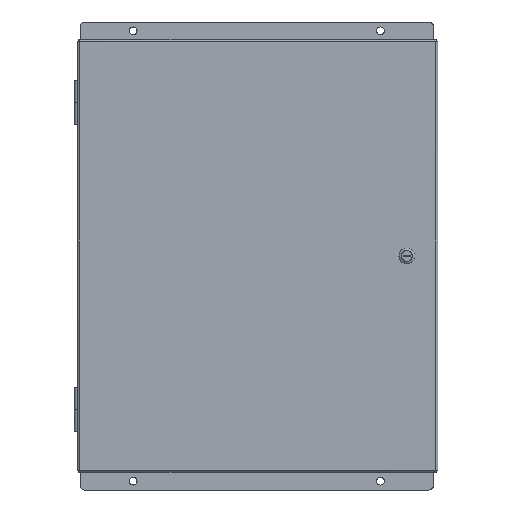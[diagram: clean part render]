
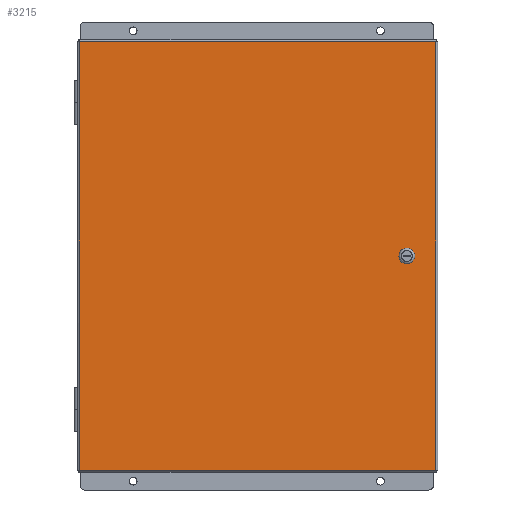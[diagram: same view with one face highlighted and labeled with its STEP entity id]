
A CAD part, front view. The second image highlights one B-rep face of the part: STEP entity #3215.
In plain terms, the highlighted planar face has unit normal (0, -1, 0).
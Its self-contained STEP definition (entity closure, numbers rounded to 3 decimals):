
#3215 = ADVANCED_FACE( '', ( #6659, #6660 ), #6661, .T. );
#6659 = FACE_BOUND( '', #29965, .T. );
#6660 = FACE_OUTER_BOUND( '', #29966, .T. );
#6661 = PLANE( '', #29967 );
#29965 = EDGE_LOOP( '', ( #48473, #48474, #48475, #48476 ) );
#29966 = EDGE_LOOP( '', ( #48477, #48478, #48479, #48480 ) );
#29967 = AXIS2_PLACEMENT_3D( '', #48481, #48482, #48483 );
#48473 = ORIENTED_EDGE( '', *, *, #54204, .F. );
#48474 = ORIENTED_EDGE( '', *, *, #53577, .F. );
#48475 = ORIENTED_EDGE( '', *, *, #55809, .F. );
#48476 = ORIENTED_EDGE( '', *, *, #52971, .F. );
#48477 = ORIENTED_EDGE( '', *, *, #54799, .T. );
#48478 = ORIENTED_EDGE( '', *, *, #55296, .F. );
#48479 = ORIENTED_EDGE( '', *, *, #55810, .F. );
#48480 = ORIENTED_EDGE( '', *, *, #54542, .F. );
#48481 = CARTESIAN_POINT( '', ( 0., 0., 0. ) );
#48482 = DIRECTION( '', ( 0., -1., 0. ) );
#48483 = DIRECTION( '', ( 0., 0., -1. ) );
#52971 = EDGE_CURVE( '', #57054, #57056, #57057, .T. );
#53577 = EDGE_CURVE( '', #58087, #58089, #58090, .T. );
#54204 = EDGE_CURVE( '', #58089, #57054, #59097, .T. );
#54542 = EDGE_CURVE( '', #59064, #57785, #59610, .T. );
#54799 = EDGE_CURVE( '', #59064, #57420, #59995, .T. );
#55296 = EDGE_CURVE( '', #60008, #57420, #60697, .T. );
#55809 = EDGE_CURVE( '', #57056, #58087, #61379, .T. );
#55810 = EDGE_CURVE( '', #57785, #60008, #61380, .T. );
#57054 = VERTEX_POINT( '', #63410 );
#57056 = VERTEX_POINT( '', #63413 );
#57057 = LINE( '', #63414, #63415 );
#57420 = VERTEX_POINT( '', #64347 );
#57785 = VERTEX_POINT( '', #65255 );
#58087 = VERTEX_POINT( '', #66005 );
#58089 = VERTEX_POINT( '', #66008 );
#58090 = LINE( '', #66009, #66010 );
#59064 = VERTEX_POINT( '', #68517 );
#59097 = CIRCLE( '', #68648, 9.716 );
#59610 = LINE( '', #69993, #69994 );
#59995 = LINE( '', #70900, #70901 );
#60008 = VERTEX_POINT( '', #70924 );
#60697 = LINE( '', #72703, #72704 );
#61379 = CIRCLE( '', #74532, 9.716 );
#61380 = LINE( '', #74533, #74534 );
#63410 = CARTESIAN_POINT( '', ( 222.758, 0., -5.322 ) );
#63413 = CARTESIAN_POINT( '', ( 222.758, 0., 5.322 ) );
#63414 = CARTESIAN_POINT( '', ( 222.758, 0., -5.322 ) );
#63415 = VECTOR( '', #77115, 1000. );
#64347 = CARTESIAN_POINT( '', ( -256.362, 0., 307.962 ) );
#65255 = CARTESIAN_POINT( '', ( 256.362, 0., -307.962 ) );
#66005 = CARTESIAN_POINT( '', ( 206.502, 0., 5.322 ) );
#66008 = CARTESIAN_POINT( '', ( 206.502, 0., -5.322 ) );
#66009 = CARTESIAN_POINT( '', ( 206.502, 0., -5.322 ) );
#66010 = VECTOR( '', #77590, 1000. );
#68517 = CARTESIAN_POINT( '', ( 256.362, 0., 307.962 ) );
#68648 = AXIS2_PLACEMENT_3D( '', #78010, #78011, #78012 );
#69993 = CARTESIAN_POINT( '', ( 256.362, 0., 307.962 ) );
#69994 = VECTOR( '', #78219, 1000. );
#70900 = CARTESIAN_POINT( '', ( -256.362, 0., 307.962 ) );
#70901 = VECTOR( '', #78414, 1000. );
#70924 = CARTESIAN_POINT( '', ( -256.362, 0., -307.962 ) );
#72703 = CARTESIAN_POINT( '', ( -256.362, 0., -307.962 ) );
#72704 = VECTOR( '', #78818, 1000. );
#74532 = AXIS2_PLACEMENT_3D( '', #79123, #79124, #79125 );
#74533 = CARTESIAN_POINT( '', ( 256.362, 0., -307.962 ) );
#74534 = VECTOR( '', #79126, 1000. );
#77115 = DIRECTION( '', ( 0., 0., 1. ) );
#77590 = DIRECTION( '', ( 0., 0., -1. ) );
#78010 = CARTESIAN_POINT( '', ( 214.63, 0., 0. ) );
#78011 = DIRECTION( '', ( 0., -1., 0. ) );
#78012 = DIRECTION( '', ( -1., 0., 0. ) );
#78219 = DIRECTION( '', ( 0., 0., -1. ) );
#78414 = DIRECTION( '', ( -1., 0., 0. ) );
#78818 = DIRECTION( '', ( 0., 0., 1. ) );
#79123 = CARTESIAN_POINT( '', ( 214.63, 0., 0. ) );
#79124 = DIRECTION( '', ( 0., -1., 0. ) );
#79125 = DIRECTION( '', ( -1., 0., 0. ) );
#79126 = DIRECTION( '', ( -1., 0., 0. ) );
